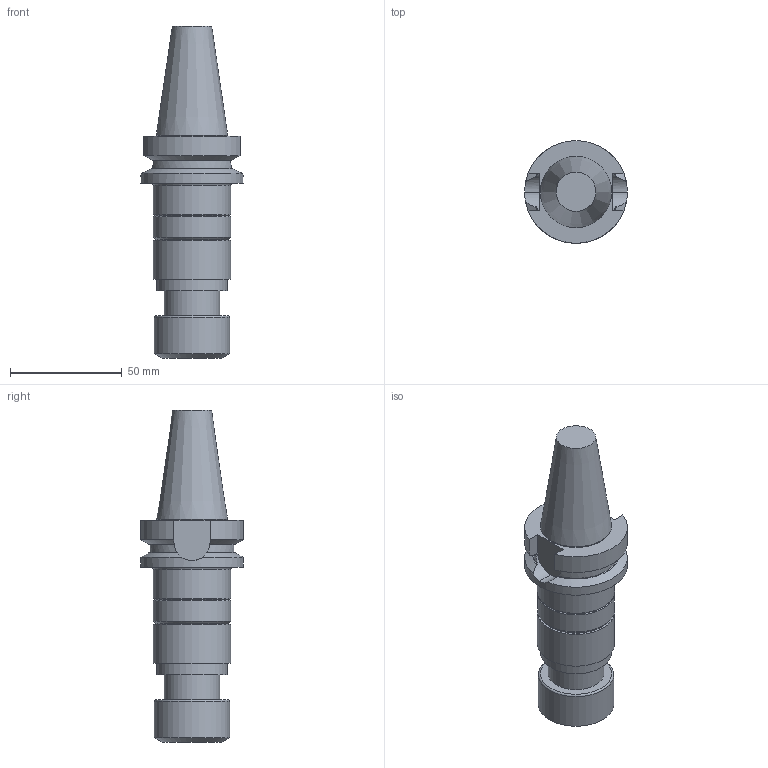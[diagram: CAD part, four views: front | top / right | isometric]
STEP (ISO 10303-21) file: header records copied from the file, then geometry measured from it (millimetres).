
FILE_DESCRIPTION(/* description */ (''),/* implementation_level */ '2;1');
FILE_NAME(/* name */ '1525677693610.stp',/* time_stamp */ '2018-05-07T09:21:43+02:00',/* author */ (''),/* organization */ ('SMS'),/* preprocessor_version */ 'ST-DEVELOPER v15',/* originating_system */ 'SIEMENS PLM Software NX 8.5',/* authorisation */ '');
FILE_SCHEMA (('AUTOMOTIVE_DESIGN { 1 0 10303 214 3 1 1 1 }'));
Length unit declared in the file: millimetre
Products named in the file (1): 112029225mod000_00
Bounding box: 45.98 x 45.98 x 148.6 mm (x, y, z)
Volume: 120027 mm3; surface area: 19123.2 mm2
Topology: 1 solids, 1 shells, 51 faces, 121 edges, 83 vertices
Faces by surface type: plane 22, cylinder 17, cone 10, torus 2
Full cylindrical faces by diameter (mm): 24.867 x1, 31.3 x1, 31.5 x1, 32.5 x1, 33.7 x1, 34.595 x1, 34.6 x2, 45.98 x1
Entity records: 1461 total; most frequent: CARTESIAN_POINT 296, DIRECTION 236, ORIENTED_EDGE 202, EDGE_CURVE 101, AXIS2_PLACEMENT_3D 100, VERTEX_POINT 77, EDGE_LOOP 76, ADVANCED_FACE 51
